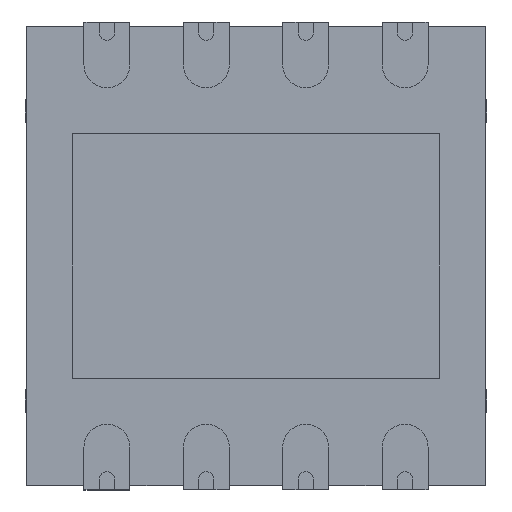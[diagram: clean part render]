
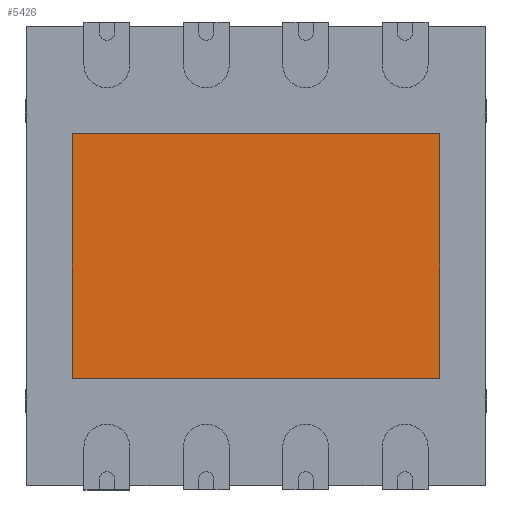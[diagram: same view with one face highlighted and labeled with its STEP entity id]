
A CAD part, top view. The second image highlights one B-rep face of the part: STEP entity #5426.
In plain terms, the highlighted planar face has unit normal (0, 0, 1).
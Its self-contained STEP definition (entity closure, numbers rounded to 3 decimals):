
#73 = LINE ( 'NONE', #2948, #3100 ) ;
#289 = PLANE ( 'NONE',  #1675 ) ;
#321 = CARTESIAN_POINT ( 'NONE',  ( 1.2, -0.8, 0.03 ) ) ;
#569 = EDGE_LOOP ( 'NONE', ( #1663, #2523, #7478, #6317 ) ) ;
#1006 = VECTOR ( 'NONE', #6952, 1000. ) ;
#1561 = DIRECTION ( 'NONE',  ( -1., 0., 0. ) ) ;
#1663 = ORIENTED_EDGE ( 'NONE', *, *, #3716, .T. ) ;
#1675 = AXIS2_PLACEMENT_3D ( 'NONE', #5159, #6524, #2190 ) ;
#2066 = DIRECTION ( 'NONE',  ( 1., 0., 0. ) ) ;
#2190 = DIRECTION ( 'NONE',  ( -1., 0., 0. ) ) ;
#2284 = FACE_OUTER_BOUND ( 'NONE', #569, .T. ) ;
#2523 = ORIENTED_EDGE ( 'NONE', *, *, #4416, .T. ) ;
#2808 = CARTESIAN_POINT ( 'NONE',  ( -1.2, -0.8, 0.03 ) ) ;
#2948 = CARTESIAN_POINT ( 'NONE',  ( -1.2, -0.8, 0.03 ) ) ;
#3071 = EDGE_CURVE ( 'NONE', #8024, #5195, #6206, .T. ) ;
#3100 = VECTOR ( 'NONE', #2066, 1000. ) ;
#3552 = CARTESIAN_POINT ( 'NONE',  ( 1.2, 0.8, 0.03 ) ) ;
#3716 = EDGE_CURVE ( 'NONE', #9153, #6234, #6921, .T. ) ;
#3953 = CARTESIAN_POINT ( 'NONE',  ( 1.2, -0.8, 0.03 ) ) ;
#4416 = EDGE_CURVE ( 'NONE', #6234, #8024, #7969, .T. ) ;
#4587 = VECTOR ( 'NONE', #6176, 1000. ) ;
#5159 = CARTESIAN_POINT ( 'NONE',  ( 0., 0., 0.03 ) ) ;
#5195 = VERTEX_POINT ( 'NONE', #7427 ) ;
#5240 = CARTESIAN_POINT ( 'NONE',  ( -1.2, 0.8, 0.03 ) ) ;
#5426 = ADVANCED_FACE ( 'NONE', ( #2284 ), #289, .F. ) ;
#6086 = CARTESIAN_POINT ( 'NONE',  ( -1.2, 0.8, 0.03 ) ) ;
#6176 = DIRECTION ( 'NONE',  ( 0., 1., 0. ) ) ;
#6206 = LINE ( 'NONE', #2808, #1006 ) ;
#6234 = VERTEX_POINT ( 'NONE', #3552 ) ;
#6317 = ORIENTED_EDGE ( 'NONE', *, *, #7074, .T. ) ;
#6524 = DIRECTION ( 'NONE',  ( 0., 0., -1. ) ) ;
#6921 = LINE ( 'NONE', #321, #4587 ) ;
#6952 = DIRECTION ( 'NONE',  ( 0., -1., 0. ) ) ;
#7074 = EDGE_CURVE ( 'NONE', #5195, #9153, #73, .T. ) ;
#7427 = CARTESIAN_POINT ( 'NONE',  ( -1.2, -0.8, 0.03 ) ) ;
#7478 = ORIENTED_EDGE ( 'NONE', *, *, #3071, .T. ) ;
#7969 = LINE ( 'NONE', #5240, #8204 ) ;
#8024 = VERTEX_POINT ( 'NONE', #6086 ) ;
#8204 = VECTOR ( 'NONE', #1561, 1000. ) ;
#9153 = VERTEX_POINT ( 'NONE', #3953 ) ;
